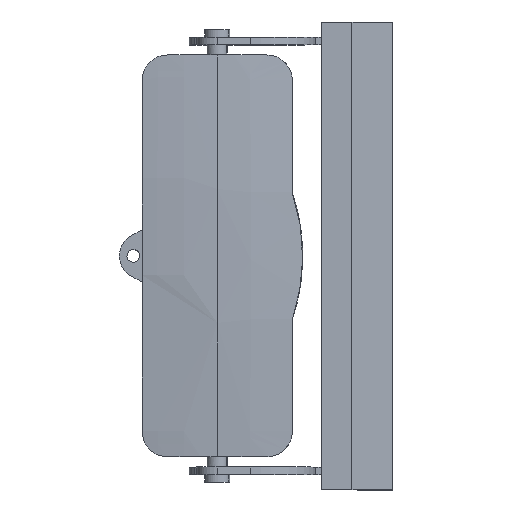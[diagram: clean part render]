
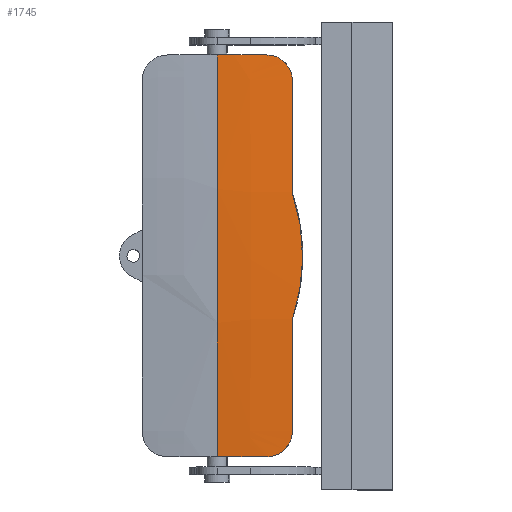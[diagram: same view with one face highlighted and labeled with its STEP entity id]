
A CAD part, top view. The second image highlights one B-rep face of the part: STEP entity #1745.
In plain terms, the highlighted face is a revolution surface.
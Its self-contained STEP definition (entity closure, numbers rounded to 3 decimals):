
#607=AXIS2_PLACEMENT_3D('Circle Axis2P3D',#605,#606,$) ;
#799=AXIS2_PLACEMENT_3D('Circle Axis2P3D',#797,#798,$) ;
#602=CARTESIAN_POINT('Vertex',(19.25,85.5,26.198)) ;
#605=CARTESIAN_POINT('Axis2P3D Location',(19.25,85.5,-92.5)) ;
#609=CARTESIAN_POINT('Vertex',(29.,85.5,25.797)) ;
#649=CARTESIAN_POINT('Control Point',(34.,80.5,25.59)) ;
#650=CARTESIAN_POINT('Control Point',(34.,82.072,25.498)) ;
#651=CARTESIAN_POINT('Control Point',(33.385,83.65,25.478)) ;
#652=CARTESIAN_POINT('Control Point',(32.132,84.89,25.554)) ;
#653=CARTESIAN_POINT('Control Point',(30.567,85.5,25.668)) ;
#654=CARTESIAN_POINT('Control Point',(29.,85.5,25.797)) ;
#655=CARTESIAN_POINT('Vertex',(34.,80.5,25.59)) ;
#676=CARTESIAN_POINT('Control Point',(34.,80.5,25.59)) ;
#677=CARTESIAN_POINT('Control Point',(34.,76.104,25.845)) ;
#678=CARTESIAN_POINT('Control Point',(34.,71.705,26.059)) ;
#679=CARTESIAN_POINT('Control Point',(34.,67.304,26.233)) ;
#680=CARTESIAN_POINT('Control Point',(34.,62.903,26.366)) ;
#681=CARTESIAN_POINT('Control Point',(34.,58.5,26.459)) ;
#682=CARTESIAN_POINT('Vertex',(34.,58.5,26.458)) ;
#739=CARTESIAN_POINT('Vertex',(34.,11.5,25.59)) ;
#746=CARTESIAN_POINT('Vertex',(34.,33.5,26.458)) ;
#750=CARTESIAN_POINT('Control Point',(34.,11.5,25.59)) ;
#751=CARTESIAN_POINT('Control Point',(34.,15.896,25.845)) ;
#752=CARTESIAN_POINT('Control Point',(34.,20.295,26.059)) ;
#753=CARTESIAN_POINT('Control Point',(34.,24.696,26.233)) ;
#754=CARTESIAN_POINT('Control Point',(34.,29.097,26.366)) ;
#755=CARTESIAN_POINT('Control Point',(34.,33.5,26.459)) ;
#771=CARTESIAN_POINT('Control Point',(34.,11.5,25.59)) ;
#772=CARTESIAN_POINT('Control Point',(34.,9.928,25.498)) ;
#773=CARTESIAN_POINT('Control Point',(33.385,8.35,25.478)) ;
#774=CARTESIAN_POINT('Control Point',(32.132,7.11,25.554)) ;
#775=CARTESIAN_POINT('Control Point',(30.567,6.5,25.668)) ;
#776=CARTESIAN_POINT('Control Point',(29.,6.5,25.797)) ;
#777=CARTESIAN_POINT('Vertex',(29.,6.5,25.797)) ;
#797=CARTESIAN_POINT('Axis2P3D Location',(19.25,6.5,-92.5)) ;
#801=CARTESIAN_POINT('Vertex',(19.25,6.5,26.198)) ;
#1705=CARTESIAN_POINT('Control Point',(19.25,6.5,26.198)) ;
#1706=CARTESIAN_POINT('Control Point',(19.25,32.795,27.933)) ;
#1707=CARTESIAN_POINT('Control Point',(19.25,59.205,27.933)) ;
#1708=CARTESIAN_POINT('Control Point',(19.25,85.5,26.198)) ;
#1720=CARTESIAN_POINT('Control Point',(19.25,6.486,26.197)) ;
#1721=CARTESIAN_POINT('Control Point',(19.25,32.79,27.934)) ;
#1722=CARTESIAN_POINT('Control Point',(19.25,59.21,27.934)) ;
#1723=CARTESIAN_POINT('Control Point',(19.25,85.514,26.197)) ;
#1724=CARTESIAN_POINT('Axis1P Location',(19.25,46.,-92.5)) ;
#1729=CARTESIAN_POINT('Control Point',(34.,58.5,26.458)) ;
#1730=CARTESIAN_POINT('Control Point',(36.039,52.473,26.332)) ;
#1731=CARTESIAN_POINT('Control Point',(36.767,46.,26.249)) ;
#1732=CARTESIAN_POINT('Control Point',(36.039,39.527,26.332)) ;
#1733=CARTESIAN_POINT('Control Point',(34.,33.5,26.458)) ;
#606=DIRECTION('Axis2P3D Direction',(0.,-1.,-0.)) ;
#798=DIRECTION('Axis2P3D Direction',(0.,-1.,-0.)) ;
#1725=DIRECTION('Axis1P Direction',(0.,-1.,0.)) ;
#1726=AXIS1_PLACEMENT('Revolution Surface Axis1P',#1724,#1725) ;
#1736=ORIENTED_EDGE('',*,*,#1709,.F.) ;
#1737=ORIENTED_EDGE('',*,*,#803,.F.) ;
#1738=ORIENTED_EDGE('',*,*,#779,.F.) ;
#1739=ORIENTED_EDGE('',*,*,#756,.T.) ;
#1740=ORIENTED_EDGE('',*,*,#1734,.F.) ;
#1741=ORIENTED_EDGE('',*,*,#684,.F.) ;
#1742=ORIENTED_EDGE('',*,*,#657,.F.) ;
#1743=ORIENTED_EDGE('',*,*,#611,.T.) ;
#1745=ADVANCED_FACE('Hood',(#1744),#1727,.F.) ;
#648=B_SPLINE_CURVE_WITH_KNOTS('',5,(#649,#650,#651,#652,#653,#654),.UNSPECIFIED.,.F.,.U.,(6,6),(0.,11.429),.UNSPECIFIED.) ;
#675=B_SPLINE_CURVE_WITH_KNOTS('',5,(#676,#677,#678,#679,#680,#681),.UNSPECIFIED.,.F.,.U.,(6,6),(0.,31.139),.UNSPECIFIED.) ;
#749=B_SPLINE_CURVE_WITH_KNOTS('',5,(#750,#751,#752,#753,#754,#755),.UNSPECIFIED.,.F.,.U.,(6,6),(0.,31.139),.UNSPECIFIED.) ;
#770=B_SPLINE_CURVE_WITH_KNOTS('',5,(#771,#772,#773,#774,#775,#776),.UNSPECIFIED.,.F.,.U.,(6,6),(0.,11.429),.UNSPECIFIED.) ;
#1704=B_SPLINE_CURVE_WITH_KNOTS('',3,(#1705,#1706,#1707,#1708),.UNSPECIFIED.,.F.,.U.,(4,4),(902.949,982.064),.UNSPECIFIED.) ;
#1719=B_SPLINE_CURVE_WITH_KNOTS('',3,(#1720,#1721,#1722,#1723),.UNSPECIFIED.,.F.,.U.,(4,4),(902.935,982.078),.UNSPECIFIED.) ;
#1728=B_SPLINE_CURVE_WITH_KNOTS('',4,(#1729,#1730,#1731,#1732,#1733),.UNSPECIFIED.,.F.,.U.,(5,5),(0.,36.22),.UNSPECIFIED.) ;
#608=CIRCLE('generated circle',#607,118.698) ;
#800=CIRCLE('generated circle',#799,118.698) ;
#611=EDGE_CURVE('',#610,#603,#608,.T.) ;
#657=EDGE_CURVE('',#610,#656,#648,.F.) ;
#684=EDGE_CURVE('',#656,#683,#675,.T.) ;
#756=EDGE_CURVE('',#740,#747,#749,.T.) ;
#779=EDGE_CURVE('',#740,#778,#770,.T.) ;
#803=EDGE_CURVE('',#778,#802,#800,.T.) ;
#1709=EDGE_CURVE('',#802,#603,#1704,.T.) ;
#1734=EDGE_CURVE('',#683,#747,#1728,.T.) ;
#1735=EDGE_LOOP('',(#1736,#1737,#1738,#1739,#1740,#1741,#1742,#1743)) ;
#1744=FACE_OUTER_BOUND('',#1735,.T.) ;
#1727=SURFACE_OF_REVOLUTION('Surface of Revolution',#1719,#1726) ;
#603=VERTEX_POINT('',#602) ;
#610=VERTEX_POINT('',#609) ;
#656=VERTEX_POINT('',#655) ;
#683=VERTEX_POINT('',#682) ;
#740=VERTEX_POINT('',#739) ;
#747=VERTEX_POINT('',#746) ;
#778=VERTEX_POINT('',#777) ;
#802=VERTEX_POINT('',#801) ;
